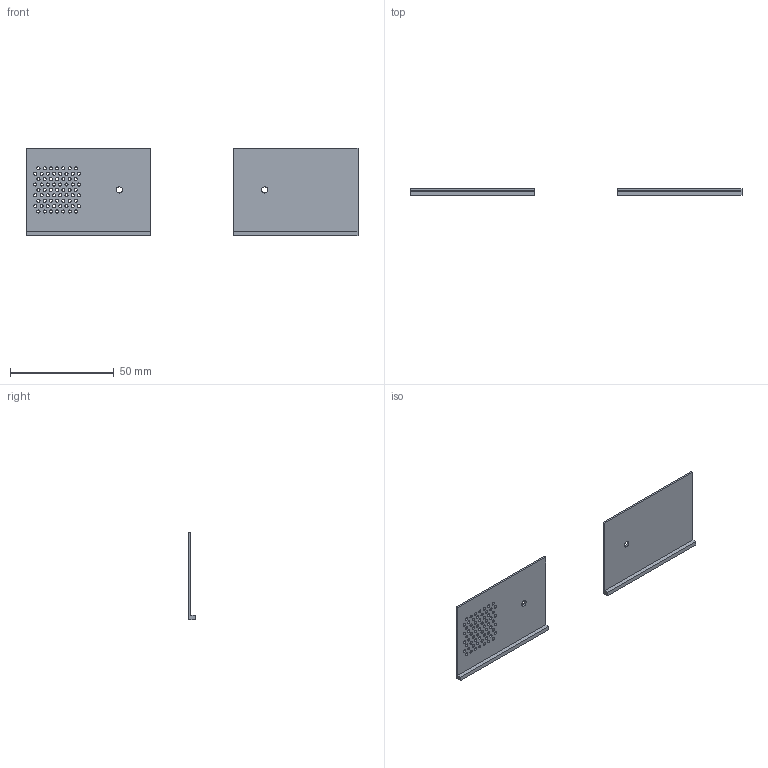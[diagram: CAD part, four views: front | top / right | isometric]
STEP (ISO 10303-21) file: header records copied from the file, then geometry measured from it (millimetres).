
FILE_DESCRIPTION(/* description */ (''),/* implementation_level */ '2;1');
FILE_NAME(/* name */ 'Drill template.step',/* time_stamp */ '2021-12-15T21:40:22+01:00',/* author */ (''),/* organization */ (''),/* preprocessor_version */ 'ST-DEVELOPER v18.1',/* originating_system */ 'Autodesk Translation Framework v10.10.0.1391',/* authorisation */ '');
FILE_SCHEMA (('AUTOMOTIVE_DESIGN { 1 0 10303 214 3 1 1 }'));
Length unit declared in the file: millimetre
Products named in the file (1): Template
Bounding box: 160 x 3 x 42 mm (x, y, z)
Volume: 5387.5 mm3; surface area: 11053.5 mm2
Topology: 2 solids, 2 shells, 85 faces, 243 edges, 162 vertices
Faces by surface type: cylinder 69, plane 16
Full cylindrical faces by diameter (mm): 1.5 x67, 3 x2
Entity records: 3163 total; most frequent: DIRECTION 553, CARTESIAN_POINT 491, ORIENTED_EDGE 486, EDGE_CURVE 243, AXIS2_PLACEMENT_3D 224, EDGE_LOOP 223, VERTEX_POINT 162, FACE_BOUND 138
